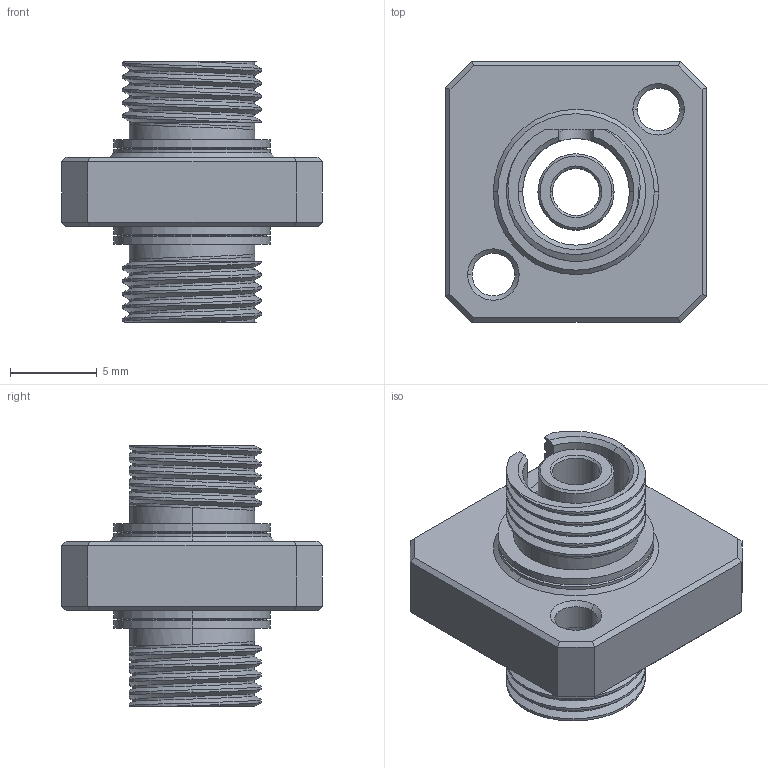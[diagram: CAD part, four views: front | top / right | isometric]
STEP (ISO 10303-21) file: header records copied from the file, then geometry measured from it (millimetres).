
FILE_DESCRIPTION (( 'STEP AP214' ), '1' );
FILE_NAME ('FOA-PMFCAN_3D.step', '2024-04-18T12:00:46', ( '' ), ( '' ), 'SwSTEP 2.0', 'SolidWorks 2022', '' );
FILE_SCHEMA (( 'AUTOMOTIVE_DESIGN' ));
Length unit declared in the file: inch
Products named in the file (4): FC SQUARE ADAPTER  BODY_3D_step(2)^FOA-PMFCAN; FC SQUARE ADAPTER  BODY_3D_step1^FC SQUARE ADAPTER  BODY_3D_step(2)_FOA-PMFCAN; FC SQUARE ADAPTER  BODY_3D_step2^FC SQUARE ADAPTER  BODY_3D_step(2)_FOA-PMFCAN; FOA-PMFCAN_3D
Assembly tree (3 placements, depth 3):
  FOA-PMFCAN_3D
    FC SQUARE ADAPTER  BODY_3D_step(2)^FOA-PMFCAN
      FC SQUARE ADAPTER  BODY_3D_step1^FC SQUARE ADAPTER  BODY_3D_step(2)_FOA-PMFCAN
      FC SQUARE ADAPTER  BODY_3D_step2^FC SQUARE ADAPTER  BODY_3D_step(2)_FOA-PMFCAN
Bounding box: 15 x 15 x 15 mm (x, y, z)
Volume: 1014.5 mm3; surface area: 1666 mm2
Topology: 2 solids, 2 shells, 217 faces, 562 edges, 356 vertices
Faces by surface type: plane 86, cylinder 61, bspline 42, cone 28
Entity records: 14837 total; most frequent: CARTESIAN_POINT 9964, ORIENTED_EDGE 1124, DIRECTION 816, EDGE_CURVE 562, VERTEX_POINT 356, AXIS2_PLACEMENT_3D 275, VECTOR 266, LINE 266
